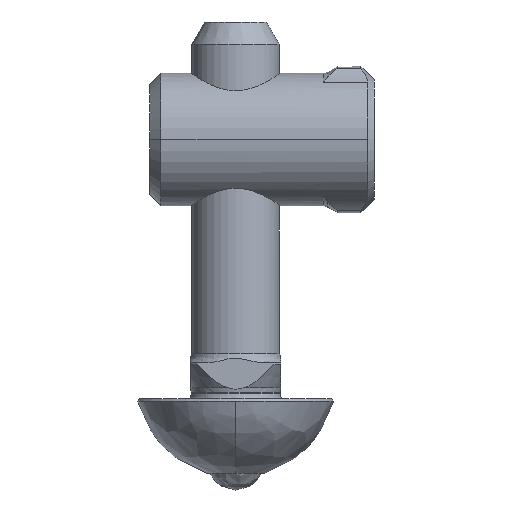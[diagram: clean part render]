
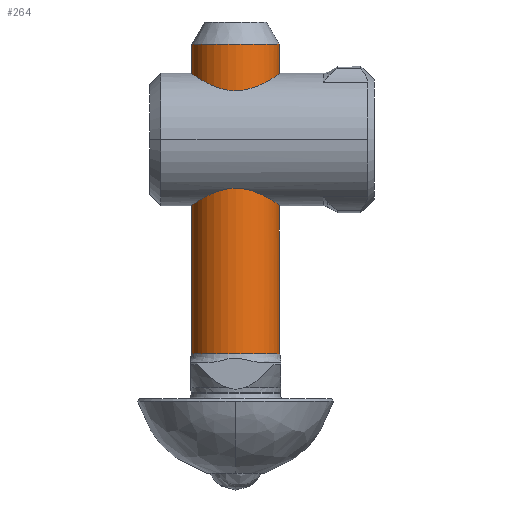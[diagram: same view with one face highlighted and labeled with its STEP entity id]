
A CAD part, front view. The second image highlights one B-rep face of the part: STEP entity #264.
In plain terms, the highlighted cylindrical face has radius 3.9 mm (diameter 7.8 mm), a partial arc.
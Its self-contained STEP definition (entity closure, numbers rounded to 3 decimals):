
#189 = VECTOR ( 'NONE', #4503, 1000. ) ;
#210 = CARTESIAN_POINT ( 'NONE',  ( -3.9, 0., 5.316 ) ) ;
#215 = CIRCLE ( 'NONE', #4751, 3.9 ) ;
#234 = ORIENTED_EDGE ( 'NONE', *, *, #5384, .T. ) ;
#264 = ADVANCED_FACE ( 'NONE', ( #2852 ), #5508, .T. ) ;
#409 = LINE ( 'NONE', #4561, #189 ) ;
#566 = CARTESIAN_POINT ( 'NONE',  ( 2.783, -2.733, 11.892 ) ) ;
#589 = VERTEX_POINT ( 'NONE', #5101 ) ;
#617 = EDGE_LOOP ( 'NONE', ( #1728, #4677, #1382, #234, #2352, #3291, #5772 ) ) ;
#708 = CARTESIAN_POINT ( 'NONE',  ( 0., 0., 20.566 ) ) ;
#770 = CARTESIAN_POINT ( 'NONE',  ( 3.367, -1.973, 14.79 ) ) ;
#908 = CARTESIAN_POINT ( 'NONE',  ( 3.758, -1.058, 8.555 ) ) ;
#963 = CARTESIAN_POINT ( 'NONE',  ( 3.9, 0., 5.316 ) ) ;
#1040 = CARTESIAN_POINT ( 'NONE',  ( -3.9, 0., 20.566 ) ) ;
#1049 = DIRECTION ( 'NONE',  ( 0., 0., 1. ) ) ;
#1185 = LINE ( 'NONE', #210, #2756 ) ;
#1204 = AXIS2_PLACEMENT_3D ( 'NONE', #4574, #5110, #1474 ) ;
#1229 = B_SPLINE_CURVE_WITH_KNOTS ( 'NONE', 3,
 ( #1431, #4086, #4117, #1368, #908, #5413, #1898, #2328, #1803, #3595, #3273, #1336, #4531, #3723, #3655, #2355, #566, #1836 ),
 .UNSPECIFIED., .F., .F.,
 ( 4, 2, 2, 2, 2, 2, 2, 2, 4 ),
 ( 0.012, 0.013, 0.013, 0.014, 0.015, 0.015, 0.016, 0.017, 0.017 ),
 .UNSPECIFIED. ) ;
#1336 = CARTESIAN_POINT ( 'NONE',  ( 3.038, -2.448, 10.389 ) ) ;
#1368 = CARTESIAN_POINT ( 'NONE',  ( 3.809, -0.866, 8.451 ) ) ;
#1382 = ORIENTED_EDGE ( 'NONE', *, *, #2617, .T. ) ;
#1431 = CARTESIAN_POINT ( 'NONE',  ( 3.9, 0., 8.266 ) ) ;
#1444 = VERTEX_POINT ( 'NONE', #3476 ) ;
#1474 = DIRECTION ( 'NONE',  ( 1., 0., 0. ) ) ;
#1615 = DIRECTION ( 'NONE',  ( 0., 0., 1. ) ) ;
#1640 = CIRCLE ( 'NONE', #4544, 3.9 ) ;
#1728 = ORIENTED_EDGE ( 'NONE', *, *, #2434, .F. ) ;
#1803 = CARTESIAN_POINT ( 'NONE',  ( 3.366, -1.974, 9.443 ) ) ;
#1827 = EDGE_CURVE ( 'NONE', #4074, #4179, #5571, .T. ) ;
#1836 = CARTESIAN_POINT ( 'NONE',  ( 2.783, -2.733, 12.116 ) ) ;
#1898 = CARTESIAN_POINT ( 'NONE',  ( 3.575, -1.567, 8.952 ) ) ;
#2080 = CARTESIAN_POINT ( 'NONE',  ( 2.783, -2.733, 12.116 ) ) ;
#2096 = CARTESIAN_POINT ( 'NONE',  ( 3.158, -2.303, 14.242 ) ) ;
#2162 = CARTESIAN_POINT ( 'NONE',  ( 3.9, 0., 15.966 ) ) ;
#2292 = LINE ( 'NONE', #963, #5065 ) ;
#2328 = CARTESIAN_POINT ( 'NONE',  ( 3.438, -1.848, 9.269 ) ) ;
#2352 = ORIENTED_EDGE ( 'NONE', *, *, #1827, .T. ) ;
#2355 = CARTESIAN_POINT ( 'NONE',  ( 2.797, -2.719, 11.669 ) ) ;
#2434 = EDGE_CURVE ( 'NONE', #2508, #5464, #1185, .T. ) ;
#2508 = VERTEX_POINT ( 'NONE', #5814 ) ;
#2534 = CARTESIAN_POINT ( 'NONE',  ( 3.809, -0.866, 15.78 ) ) ;
#2617 = EDGE_CURVE ( 'NONE', #1444, #5834, #409, .T. ) ;
#2756 = VECTOR ( 'NONE', #1615, 1000. ) ;
#2814 = EDGE_CURVE ( 'NONE', #2508, #1444, #1640, .T. ) ;
#2852 = FACE_OUTER_BOUND ( 'NONE', #617, .T. ) ;
#3059 = CARTESIAN_POINT ( 'NONE',  ( 2.783, -2.733, 12.116 ) ) ;
#3244 = CARTESIAN_POINT ( 'NONE',  ( 3.9, 0., 8.266 ) ) ;
#3273 = CARTESIAN_POINT ( 'NONE',  ( 3.161, -2.286, 9.995 ) ) ;
#3291 = ORIENTED_EDGE ( 'NONE', *, *, #5704, .T. ) ;
#3452 = DIRECTION ( 'NONE',  ( 1., 0., 0. ) ) ;
#3476 = CARTESIAN_POINT ( 'NONE',  ( 3.9, 0., -6.934 ) ) ;
#3478 = CARTESIAN_POINT ( 'NONE',  ( 3.9, -0.226, 15.966 ) ) ;
#3528 = CARTESIAN_POINT ( 'NONE',  ( 3.029, -2.461, 13.848 ) ) ;
#3595 = CARTESIAN_POINT ( 'NONE',  ( 3.228, -2.192, 9.806 ) ) ;
#3655 = CARTESIAN_POINT ( 'NONE',  ( 2.848, -2.664, 11.233 ) ) ;
#3723 = CARTESIAN_POINT ( 'NONE',  ( 2.886, -2.624, 11.018 ) ) ;
#3802 = EDGE_CURVE ( 'NONE', #589, #5464, #215, .T. ) ;
#3887 = CARTESIAN_POINT ( 'NONE',  ( 3.64, -1.411, 15.424 ) ) ;
#3938 = CARTESIAN_POINT ( 'NONE',  ( 3.574, -1.569, 15.277 ) ) ;
#3968 = CARTESIAN_POINT ( 'NONE',  ( 2.783, -2.733, 12.563 ) ) ;
#4074 = VERTEX_POINT ( 'NONE', #2080 ) ;
#4086 = CARTESIAN_POINT ( 'NONE',  ( 3.9, -0.226, 8.266 ) ) ;
#4117 = CARTESIAN_POINT ( 'NONE',  ( 3.88, -0.445, 8.305 ) ) ;
#4179 = VERTEX_POINT ( 'NONE', #2162 ) ;
#4252 = CARTESIAN_POINT ( 'NONE',  ( 0., 0., -6.934 ) ) ;
#4503 = DIRECTION ( 'NONE',  ( 0., 0., 1. ) ) ;
#4531 = CARTESIAN_POINT ( 'NONE',  ( 2.981, -2.516, 10.597 ) ) ;
#4544 = AXIS2_PLACEMENT_3D ( 'NONE', #4252, #1049, #4664 ) ;
#4561 = CARTESIAN_POINT ( 'NONE',  ( 3.9, 0., 5.316 ) ) ;
#4574 = CARTESIAN_POINT ( 'NONE',  ( 0., 0., 5.316 ) ) ;
#4664 = DIRECTION ( 'NONE',  ( 1., 0., 0. ) ) ;
#4677 = ORIENTED_EDGE ( 'NONE', *, *, #2814, .T. ) ;
#4751 = AXIS2_PLACEMENT_3D ( 'NONE', #708, #4832, #3452 ) ;
#4804 = CARTESIAN_POINT ( 'NONE',  ( 2.838, -2.679, 12.999 ) ) ;
#4832 = DIRECTION ( 'NONE',  ( 0., 0., -1. ) ) ;
#5007 = DIRECTION ( 'NONE',  ( 0., 0., 1. ) ) ;
#5065 = VECTOR ( 'NONE', #5007, 1000. ) ;
#5101 = CARTESIAN_POINT ( 'NONE',  ( 3.9, 0., 20.566 ) ) ;
#5110 = DIRECTION ( 'NONE',  ( 0., 0., 1. ) ) ;
#5272 = CARTESIAN_POINT ( 'NONE',  ( 3.9, 0., 15.966 ) ) ;
#5321 = CARTESIAN_POINT ( 'NONE',  ( 3.88, -0.446, 15.926 ) ) ;
#5384 = EDGE_CURVE ( 'NONE', #5834, #4074, #1229, .T. ) ;
#5413 = CARTESIAN_POINT ( 'NONE',  ( 3.64, -1.412, 8.808 ) ) ;
#5464 = VERTEX_POINT ( 'NONE', #1040 ) ;
#5508 = CYLINDRICAL_SURFACE ( 'NONE', #1204, 3.9 ) ;
#5571 = B_SPLINE_CURVE_WITH_KNOTS ( 'NONE', 3,
 ( #3059, #3968, #4804, #3528, #2096, #770, #5742, #3938, #3887, #5660, #2534, #5321, #3478, #5272 ),
 .UNSPECIFIED., .F., .F.,
 ( 4, 2, 2, 2, 2, 2, 4 ),
 ( 0.017, 0.019, 0.02, 0.021, 0.021, 0.022, 0.023 ),
 .UNSPECIFIED. ) ;
#5660 = CARTESIAN_POINT ( 'NONE',  ( 3.758, -1.058, 15.676 ) ) ;
#5704 = EDGE_CURVE ( 'NONE', #4179, #589, #2292, .T. ) ;
#5742 = CARTESIAN_POINT ( 'NONE',  ( 3.437, -1.849, 14.961 ) ) ;
#5772 = ORIENTED_EDGE ( 'NONE', *, *, #3802, .T. ) ;
#5814 = CARTESIAN_POINT ( 'NONE',  ( -3.9, 0., -6.934 ) ) ;
#5834 = VERTEX_POINT ( 'NONE', #3244 ) ;
